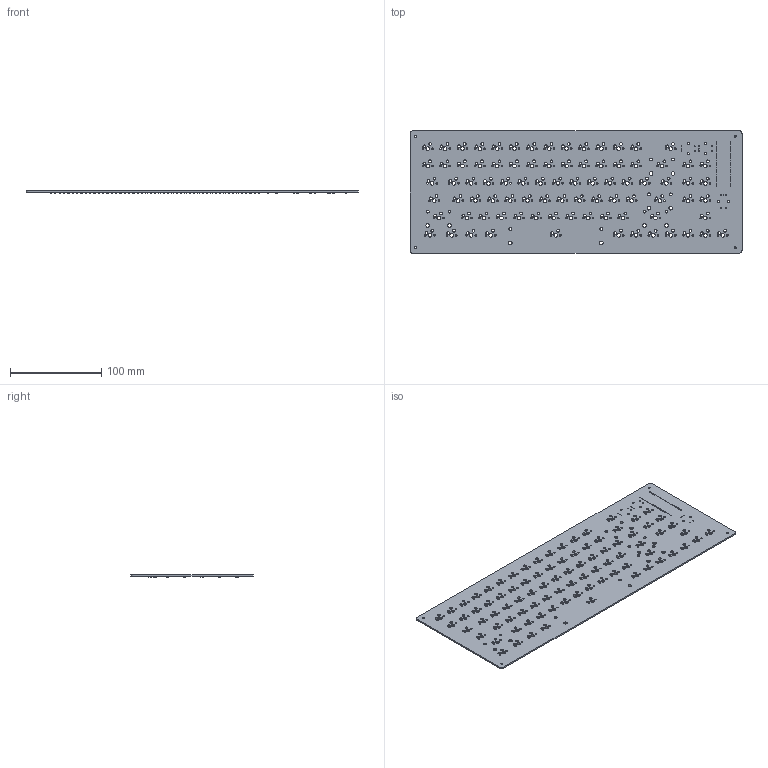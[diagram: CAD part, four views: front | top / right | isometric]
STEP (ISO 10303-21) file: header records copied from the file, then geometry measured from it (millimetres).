
FILE_DESCRIPTION(('KiCad electronic assembly'),'2;1');
FILE_NAME('keyboard corners.step','2025-01-29T16:48:14',('Pcbnew'),( 'Kicad'),'Open CASCADE STEP processor 7.8','KiCad to STEP converter' ,'Unknown');
FILE_SCHEMA(('AUTOMOTIVE_DESIGN { 1 0 10303 214 1 1 1 1 }'));
Length unit declared in the file: millimetre
Products named in the file (4): keyboard corners 1; D_SOD-123; D_SOD_123; keyboard_PCB
Assembly tree (94 placements, depth 3):
  keyboard corners 1
    D_SOD-123  x92
      D_SOD_123
    keyboard_PCB
Bounding box: 364.49 x 134.3 x 2.9 mm (x, y, z)
Volume: 73993 mm3; surface area: 101942.7 mm2
Topology: 93 solids, 93 shells, 6711 faces, 15987 edges, 9554 vertices
Faces by surface type: plane 3058, bspline 2392, cylinder 1261
Full cylindrical faces by diameter (mm): 0.914 x40, 1 x15, 1.75 x172, 2.2 x4, 3 x172, 3.048 x10, 3.988 x96
Entity records: 24193 total; most frequent: DIRECTION 4191, CARTESIAN_POINT 3792, ORIENTED_EDGE 3582, EDGE_CURVE 1791, AXIS2_PLACEMENT_3D 1749, FACE_BOUND 1645, EDGE_LOOP 1645, VERTEX_POINT 1182
